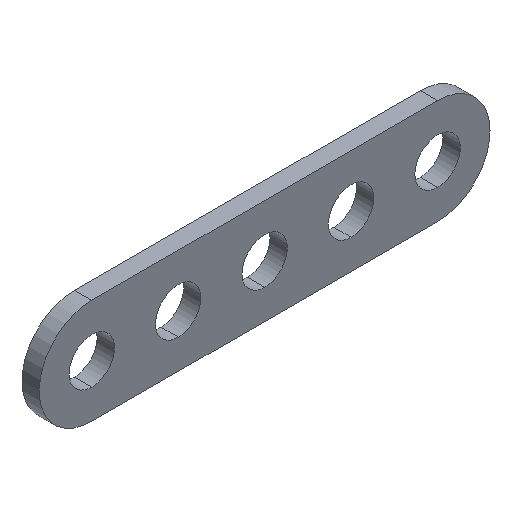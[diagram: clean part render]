
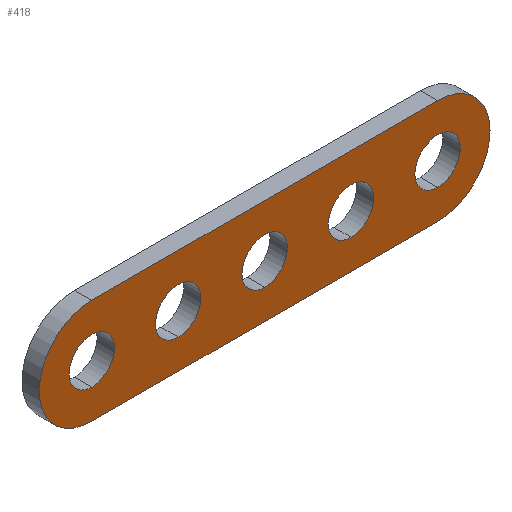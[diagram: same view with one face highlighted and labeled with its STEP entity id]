
A CAD part, isometric view. The second image highlights one B-rep face of the part: STEP entity #418.
In plain terms, the highlighted planar face has unit normal (0, -1, 0).
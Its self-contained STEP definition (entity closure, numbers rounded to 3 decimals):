
#4 = CARTESIAN_POINT ( 'NONE',  ( 0., 0., -4.85 ) ) ;
#15 = CIRCLE ( 'NONE', #350, 4.85 ) ;
#16 = CARTESIAN_POINT ( 'NONE',  ( 0., 0., 0. ) ) ;
#18 = AXIS2_PLACEMENT_3D ( 'NONE', #335, #54, #468 ) ;
#20 = CARTESIAN_POINT ( 'NONE',  ( 24., 0., 0. ) ) ;
#22 = DIRECTION ( 'NONE',  ( 0., 0., -1. ) ) ;
#27 = FACE_OUTER_BOUND ( 'NONE', #90, .T. ) ;
#35 = VERTEX_POINT ( 'NONE', #198 ) ;
#36 = EDGE_CURVE ( 'NONE', #401, #437, #153, .T. ) ;
#37 = ORIENTED_EDGE ( 'NONE', *, *, #36, .T. ) ;
#42 = AXIS2_PLACEMENT_3D ( 'NONE', #428, #296, #205 ) ;
#44 = AXIS2_PLACEMENT_3D ( 'NONE', #385, #556, #306 ) ;
#45 = AXIS2_PLACEMENT_3D ( 'NONE', #234, #342, #510 ) ;
#54 = DIRECTION ( 'NONE',  ( 0., 1., 0. ) ) ;
#56 = DIRECTION ( 'NONE',  ( 0., 1., 0. ) ) ;
#57 = CARTESIAN_POINT ( 'NONE',  ( 0., 0., 2.1 ) ) ;
#58 = CIRCLE ( 'NONE', #45, 2.1 ) ;
#61 = CARTESIAN_POINT ( 'NONE',  ( 8., 0., 0. ) ) ;
#67 = EDGE_LOOP ( 'NONE', ( #466, #69 ) ) ;
#69 = ORIENTED_EDGE ( 'NONE', *, *, #259, .T. ) ;
#79 = VERTEX_POINT ( 'NONE', #289 ) ;
#81 = VERTEX_POINT ( 'NONE', #499 ) ;
#83 = ORIENTED_EDGE ( 'NONE', *, *, #451, .T. ) ;
#85 = AXIS2_PLACEMENT_3D ( 'NONE', #103, #553, #195 ) ;
#86 = CIRCLE ( 'NONE', #266, 2.1 ) ;
#90 = EDGE_LOOP ( 'NONE', ( #125, #252, #349, #315 ) ) ;
#91 = DIRECTION ( 'NONE',  ( 0., 0., -1. ) ) ;
#93 = CARTESIAN_POINT ( 'NONE',  ( 8., 0., 0. ) ) ;
#96 = VECTOR ( 'NONE', #445, 1000. ) ;
#97 = EDGE_CURVE ( 'NONE', #294, #81, #374, .T. ) ;
#100 = CARTESIAN_POINT ( 'NONE',  ( 8., 0., 2.1 ) ) ;
#103 = CARTESIAN_POINT ( 'NONE',  ( 0., 0., 0. ) ) ;
#107 = DIRECTION ( 'NONE',  ( 0., 0., -1. ) ) ;
#119 = VERTEX_POINT ( 'NONE', #281 ) ;
#125 = ORIENTED_EDGE ( 'NONE', *, *, #574, .T. ) ;
#134 = LINE ( 'NONE', #262, #96 ) ;
#148 = EDGE_CURVE ( 'NONE', #81, #294, #225, .T. ) ;
#153 = CIRCLE ( 'NONE', #44, 2.1 ) ;
#155 = AXIS2_PLACEMENT_3D ( 'NONE', #16, #330, #459 ) ;
#159 = FACE_BOUND ( 'NONE', #312, .T. ) ;
#168 = EDGE_CURVE ( 'NONE', #571, #384, #15, .T. ) ;
#169 = ORIENTED_EDGE ( 'NONE', *, *, #572, .T. ) ;
#175 = VERTEX_POINT ( 'NONE', #491 ) ;
#183 = CIRCLE ( 'NONE', #155, 2.1 ) ;
#190 = AXIS2_PLACEMENT_3D ( 'NONE', #20, #56, #471 ) ;
#191 = EDGE_CURVE ( 'NONE', #35, #573, #206, .T. ) ;
#192 = LINE ( 'NONE', #379, #439 ) ;
#195 = DIRECTION ( 'NONE',  ( 0., 0., 1. ) ) ;
#198 = CARTESIAN_POINT ( 'NONE',  ( 8., 0., -2.1 ) ) ;
#199 = EDGE_CURVE ( 'NONE', #472, #384, #134, .T. ) ;
#203 = FACE_BOUND ( 'NONE', #552, .T. ) ;
#205 = DIRECTION ( 'NONE',  ( 0., 0., -1. ) ) ;
#206 = CIRCLE ( 'NONE', #263, 2.1 ) ;
#208 = VERTEX_POINT ( 'NONE', #293 ) ;
#210 = EDGE_LOOP ( 'NONE', ( #337, #238 ) ) ;
#225 = CIRCLE ( 'NONE', #310, 2.1 ) ;
#234 = CARTESIAN_POINT ( 'NONE',  ( 24., 0., 0. ) ) ;
#237 = DIRECTION ( 'NONE',  ( 0., 1., 0. ) ) ;
#238 = ORIENTED_EDGE ( 'NONE', *, *, #148, .T. ) ;
#244 = CARTESIAN_POINT ( 'NONE',  ( 16., 0., 2.1 ) ) ;
#245 = AXIS2_PLACEMENT_3D ( 'NONE', #502, #420, #107 ) ;
#250 = EDGE_CURVE ( 'NONE', #175, #208, #547, .T. ) ;
#251 = DIRECTION ( 'NONE',  ( 0., 0., -1. ) ) ;
#252 = ORIENTED_EDGE ( 'NONE', *, *, #443, .F. ) ;
#258 = DIRECTION ( 'NONE',  ( 0., 1., 0. ) ) ;
#259 = EDGE_CURVE ( 'NONE', #573, #35, #300, .T. ) ;
#262 = CARTESIAN_POINT ( 'NONE',  ( 0., 0., 4.85 ) ) ;
#263 = AXIS2_PLACEMENT_3D ( 'NONE', #93, #317, #435 ) ;
#266 = AXIS2_PLACEMENT_3D ( 'NONE', #320, #273, #492 ) ;
#268 = DIRECTION ( 'NONE',  ( 1., 0., 0. ) ) ;
#271 = CARTESIAN_POINT ( 'NONE',  ( 16., 0., -2.1 ) ) ;
#272 = CIRCLE ( 'NONE', #42, 2.1 ) ;
#273 = DIRECTION ( 'NONE',  ( 0., 1., 0. ) ) ;
#281 = CARTESIAN_POINT ( 'NONE',  ( 32., 0., -4.85 ) ) ;
#289 = CARTESIAN_POINT ( 'NONE',  ( 0., 0., -2.1 ) ) ;
#290 = ORIENTED_EDGE ( 'NONE', *, *, #529, .T. ) ;
#293 = CARTESIAN_POINT ( 'NONE',  ( 24., 0., -2.1 ) ) ;
#294 = VERTEX_POINT ( 'NONE', #408 ) ;
#296 = DIRECTION ( 'NONE',  ( 0., 1., 0. ) ) ;
#300 = CIRCLE ( 'NONE', #576, 2.1 ) ;
#306 = DIRECTION ( 'NONE',  ( 0., 0., -1. ) ) ;
#310 = AXIS2_PLACEMENT_3D ( 'NONE', #358, #258, #251 ) ;
#312 = EDGE_LOOP ( 'NONE', ( #169, #290 ) ) ;
#313 = CARTESIAN_POINT ( 'NONE',  ( 0., 0., 0. ) ) ;
#315 = ORIENTED_EDGE ( 'NONE', *, *, #168, .F. ) ;
#317 = DIRECTION ( 'NONE',  ( 0., 1., 0. ) ) ;
#320 = CARTESIAN_POINT ( 'NONE',  ( 0., 0., 0. ) ) ;
#330 = DIRECTION ( 'NONE',  ( 0., 1., 0. ) ) ;
#335 = CARTESIAN_POINT ( 'NONE',  ( 32., 0., 0. ) ) ;
#337 = ORIENTED_EDGE ( 'NONE', *, *, #97, .T. ) ;
#342 = DIRECTION ( 'NONE',  ( 0., 1., 0. ) ) ;
#345 = FACE_BOUND ( 'NONE', #210, .T. ) ;
#349 = ORIENTED_EDGE ( 'NONE', *, *, #199, .T. ) ;
#350 = AXIS2_PLACEMENT_3D ( 'NONE', #313, #530, #91 ) ;
#358 = CARTESIAN_POINT ( 'NONE',  ( 32., 0., 0. ) ) ;
#360 = EDGE_LOOP ( 'NONE', ( #83, #532 ) ) ;
#374 = CIRCLE ( 'NONE', #245, 2.1 ) ;
#379 = CARTESIAN_POINT ( 'NONE',  ( 0., 0., -4.85 ) ) ;
#384 = VERTEX_POINT ( 'NONE', #458 ) ;
#385 = CARTESIAN_POINT ( 'NONE',  ( 16., 0., 0. ) ) ;
#389 = CIRCLE ( 'NONE', #18, 4.85 ) ;
#394 = FACE_BOUND ( 'NONE', #67, .T. ) ;
#401 = VERTEX_POINT ( 'NONE', #244 ) ;
#408 = CARTESIAN_POINT ( 'NONE',  ( 32., 0., -2.1 ) ) ;
#418 = ADVANCED_FACE ( 'NONE', ( #345, #203, #394, #562, #159, #27 ), #465, .F. ) ;
#420 = DIRECTION ( 'NONE',  ( 0., 1., 0. ) ) ;
#428 = CARTESIAN_POINT ( 'NONE',  ( 16., 0., 0. ) ) ;
#434 = ORIENTED_EDGE ( 'NONE', *, *, #488, .T. ) ;
#435 = DIRECTION ( 'NONE',  ( 0., 0., -1. ) ) ;
#437 = VERTEX_POINT ( 'NONE', #271 ) ;
#439 = VECTOR ( 'NONE', #268, 1000. ) ;
#443 = EDGE_CURVE ( 'NONE', #472, #119, #389, .T. ) ;
#445 = DIRECTION ( 'NONE',  ( -1., 0., 0. ) ) ;
#451 = EDGE_CURVE ( 'NONE', #208, #175, #58, .T. ) ;
#458 = CARTESIAN_POINT ( 'NONE',  ( 0., 0., 4.85 ) ) ;
#459 = DIRECTION ( 'NONE',  ( 0., 0., -1. ) ) ;
#465 = PLANE ( 'NONE',  #85 ) ;
#466 = ORIENTED_EDGE ( 'NONE', *, *, #191, .T. ) ;
#468 = DIRECTION ( 'NONE',  ( 0., 0., -1. ) ) ;
#471 = DIRECTION ( 'NONE',  ( 0., 0., -1. ) ) ;
#472 = VERTEX_POINT ( 'NONE', #473 ) ;
#473 = CARTESIAN_POINT ( 'NONE',  ( 32., 0., 4.85 ) ) ;
#488 = EDGE_CURVE ( 'NONE', #437, #401, #272, .T. ) ;
#491 = CARTESIAN_POINT ( 'NONE',  ( 24., 0., 2.1 ) ) ;
#492 = DIRECTION ( 'NONE',  ( 0., 0., -1. ) ) ;
#499 = CARTESIAN_POINT ( 'NONE',  ( 32., 0., 2.1 ) ) ;
#502 = CARTESIAN_POINT ( 'NONE',  ( 32., 0., 0. ) ) ;
#507 = VERTEX_POINT ( 'NONE', #57 ) ;
#510 = DIRECTION ( 'NONE',  ( 0., 0., -1. ) ) ;
#529 = EDGE_CURVE ( 'NONE', #507, #79, #86, .T. ) ;
#530 = DIRECTION ( 'NONE',  ( 0., 1., 0. ) ) ;
#532 = ORIENTED_EDGE ( 'NONE', *, *, #250, .T. ) ;
#547 = CIRCLE ( 'NONE', #190, 2.1 ) ;
#552 = EDGE_LOOP ( 'NONE', ( #434, #37 ) ) ;
#553 = DIRECTION ( 'NONE',  ( 0., 1., 0. ) ) ;
#556 = DIRECTION ( 'NONE',  ( 0., 1., 0. ) ) ;
#562 = FACE_BOUND ( 'NONE', #360, .T. ) ;
#571 = VERTEX_POINT ( 'NONE', #4 ) ;
#572 = EDGE_CURVE ( 'NONE', #79, #507, #183, .T. ) ;
#573 = VERTEX_POINT ( 'NONE', #100 ) ;
#574 = EDGE_CURVE ( 'NONE', #571, #119, #192, .T. ) ;
#576 = AXIS2_PLACEMENT_3D ( 'NONE', #61, #237, #22 ) ;
